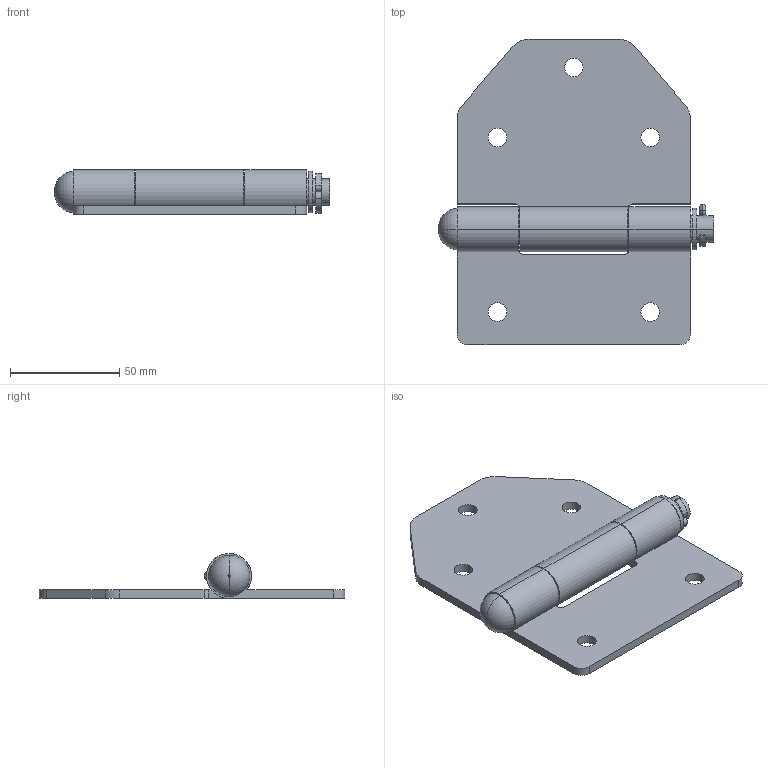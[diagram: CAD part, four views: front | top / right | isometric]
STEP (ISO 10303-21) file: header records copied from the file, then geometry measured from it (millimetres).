
FILE_DESCRIPTION (( 'STEP AP203' ), '1' );
FILE_NAME ('B-1589-C.STEP', '2009-03-24T05:09:45', ( ' ' ), ( ' ' ), 'SwSTEP 2.0', 'SolidWorks 2007', '' );
FILE_SCHEMA (( 'CONFIG_CONTROL_DESIGN' ));
Length unit declared in the file: millimetre
Products named in the file (6): B-1589-C; B-1859-C僸儞僕B__棉太倌; B-1589-C僸儞僕A__棉太倌; B-1589-C儚僢僔儍乕__棉太倌; B-1589-C僺儞__棉太倌; 割りピン　呼び3_曲げ1
Assembly tree (5 placements, depth 2):
  B-1589-C
    B-1589-C僸儞僕A__棉太倌
    割りピン　呼び3_曲げ1
    B-1589-C僺儞__棉太倌
    B-1859-C僸儞僕B__棉太倌
    B-1589-C儚僢僔儍乕__棉太倌
Bounding box: 126 x 140 x 20.6 mm (x, y, z)
Volume: 86220 mm3; surface area: 44306.8 mm2
Topology: 5 solids, 5 shells, 114 faces, 277 edges, 174 vertices
Faces by surface type: cylinder 62, plane 32, torus 20
Entity records: 4145 total; most frequent: CARTESIAN_POINT 677, DIRECTION 669, ORIENTED_EDGE 554, EDGE_CURVE 277, AXIS2_PLACEMENT_3D 274, VERTEX_POINT 174, CIRCLE 152, EDGE_LOOP 135
